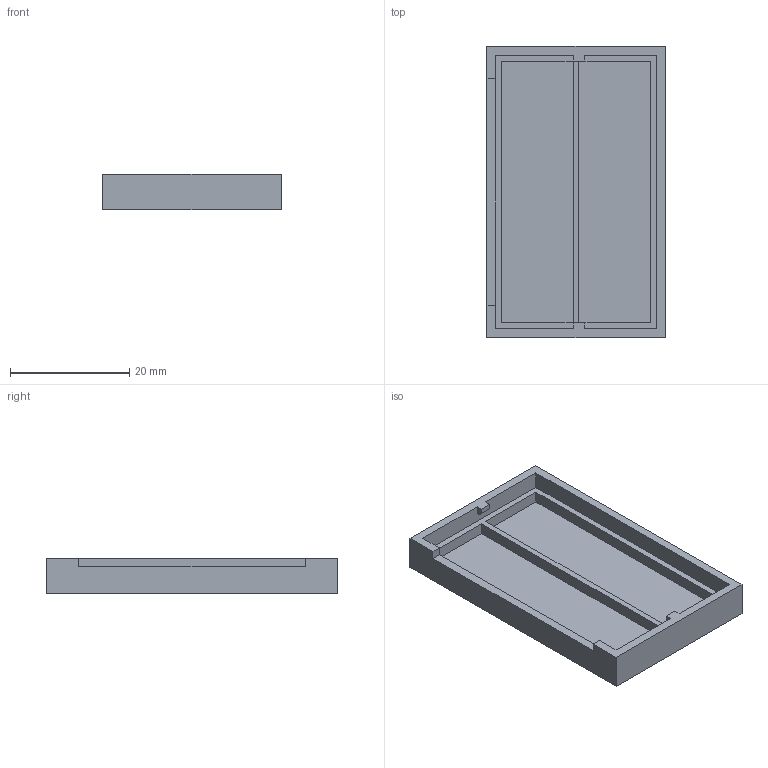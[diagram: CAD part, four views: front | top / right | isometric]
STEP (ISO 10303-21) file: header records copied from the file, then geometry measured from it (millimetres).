
FILE_DESCRIPTION (( 'STEP AP214' ), '1' );
FILE_NAME ('can-db9-board-holder.STEP', '2025-11-20T16:33:48', ( '' ), ( '' ), 'SwSTEP 2.0', 'SolidWorks 2025', '' );
FILE_SCHEMA (( 'AUTOMOTIVE_DESIGN' ));
Length unit declared in the file: millimetre
Products named in the file (1): can-db9-board-holder
Bounding box: 29.9 x 48.9 x 6 mm (x, y, z)
Volume: 2895.4 mm3; surface area: 4663.1 mm2
Topology: 1 solids, 1 shells, 34 faces, 90 edges, 60 vertices
Faces by surface type: plane 34
Entity records: 1057 total; most frequent: CARTESIAN_POINT 185, ORIENTED_EDGE 180, DIRECTION 160, VECTOR 90, LINE 90, EDGE_CURVE 90, VERTEX_POINT 60, EDGE_LOOP 36
